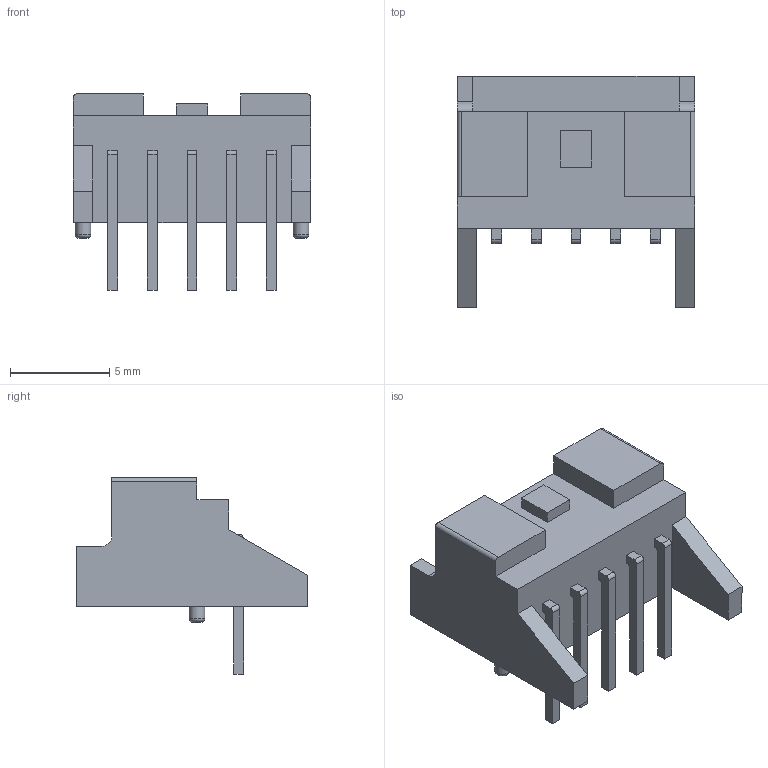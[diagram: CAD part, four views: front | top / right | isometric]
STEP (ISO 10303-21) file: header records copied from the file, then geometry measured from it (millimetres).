
FILE_DESCRIPTION(/* description */ (''),/* implementation_level */ '2;1');
FILE_NAME(/* name */ '2.stp',/* time_stamp */ '2022-06-03T16:53:02+02:00',/* author */ ('k'),/* organization */ (''),/* preprocessor_version */ 'ST-DEVELOPER v15.6',/* originating_system */ 'Autodesk Inventor 2015',/* authorisation */ '');
FILE_SCHEMA (('AUTOMOTIVE_DESIGN { 1 0 10303 214 3 1 1 }'));
Length unit declared in the file: millimetre
Products named in the file (6): 1; 2; S05B-PASK-2; JST Logo adjustable
Bounding box: 12 x 11.7 x 9.9 mm (x, y, z)
Volume: 387.3 mm3; surface area: 707.2 mm2
Topology: 13 solids, 13 shells, 168 faces, 399 edges, 260 vertices
Faces by surface type: plane 143, cylinder 23, bspline 2
Full cylindrical faces by diameter (mm): 0.8 x2
Entity records: 5041 total; most frequent: CARTESIAN_POINT 892, DIRECTION 801, ORIENTED_EDGE 794, EDGE_CURVE 397, LINE 343, VECTOR 343, VERTEX_POINT 260, AXIS2_PLACEMENT_3D 229
